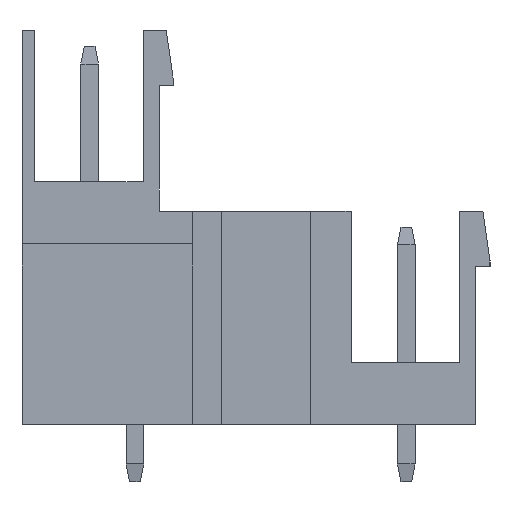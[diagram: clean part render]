
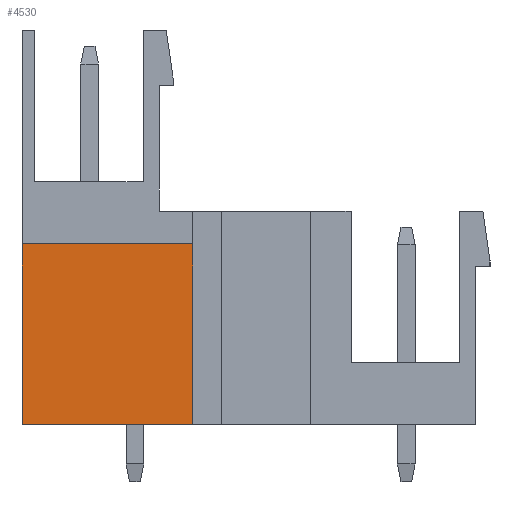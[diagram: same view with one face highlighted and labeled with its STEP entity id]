
A CAD part, left-side view. The second image highlights one B-rep face of the part: STEP entity #4530.
In plain terms, the highlighted planar face has unit normal (-1, 0, 0).
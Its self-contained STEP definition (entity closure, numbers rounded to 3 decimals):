
#4517=AXIS2_PLACEMENT_3D('Plane Axis2P3D',#4514,#4515,#4516) ;
#2809=CARTESIAN_POINT('Vertex',(1.,26.28,3.2)) ;
#2812=CARTESIAN_POINT('Line Origine',(1.,26.28,8.28)) ;
#2816=CARTESIAN_POINT('Vertex',(1.,26.28,13.36)) ;
#2894=CARTESIAN_POINT('Vertex',(1.,16.7,3.2)) ;
#2897=CARTESIAN_POINT('Line Origine',(1.,21.49,3.2)) ;
#4497=CARTESIAN_POINT('Vertex',(1.,16.7,13.36)) ;
#4500=CARTESIAN_POINT('Line Origine',(1.,16.7,8.28)) ;
#4514=CARTESIAN_POINT('Axis2P3D Location',(1.,0.,13.36)) ;
#4519=CARTESIAN_POINT('Line Origine',(1.,21.49,13.36)) ;
#2813=DIRECTION('Vector Direction',(0.,0.,-1.)) ;
#2898=DIRECTION('Vector Direction',(0.,1.,0.)) ;
#4501=DIRECTION('Vector Direction',(0.,0.,1.)) ;
#4515=DIRECTION('Axis2P3D Direction',(1.,-0.,0.)) ;
#4516=DIRECTION('Axis2P3D XDirection',(0.,0.,-1.)) ;
#4520=DIRECTION('Vector Direction',(0.,1.,0.)) ;
#2814=VECTOR('Line Direction',#2813,1.) ;
#2899=VECTOR('Line Direction',#2898,1.) ;
#4502=VECTOR('Line Direction',#4501,1.) ;
#4521=VECTOR('Line Direction',#4520,1.) ;
#4525=ORIENTED_EDGE('',*,*,#4504,.T.) ;
#4526=ORIENTED_EDGE('',*,*,#4523,.T.) ;
#4527=ORIENTED_EDGE('',*,*,#2818,.T.) ;
#4528=ORIENTED_EDGE('',*,*,#2901,.F.) ;
#4530=ADVANCED_FACE('Housing',(#4529),#4518,.F.) ;
#2818=EDGE_CURVE('',#2817,#2810,#2815,.T.) ;
#2901=EDGE_CURVE('',#2895,#2810,#2900,.T.) ;
#4504=EDGE_CURVE('',#2895,#4498,#4503,.T.) ;
#4523=EDGE_CURVE('',#4498,#2817,#4522,.T.) ;
#4524=EDGE_LOOP('',(#4525,#4526,#4527,#4528)) ;
#4529=FACE_OUTER_BOUND('',#4524,.T.) ;
#2815=LINE('Line',#2812,#2814) ;
#2900=LINE('Line',#2897,#2899) ;
#4503=LINE('Line',#4500,#4502) ;
#4522=LINE('Line',#4519,#4521) ;
#4518=PLANE('',#4517) ;
#2810=VERTEX_POINT('',#2809) ;
#2817=VERTEX_POINT('',#2816) ;
#2895=VERTEX_POINT('',#2894) ;
#4498=VERTEX_POINT('',#4497) ;
